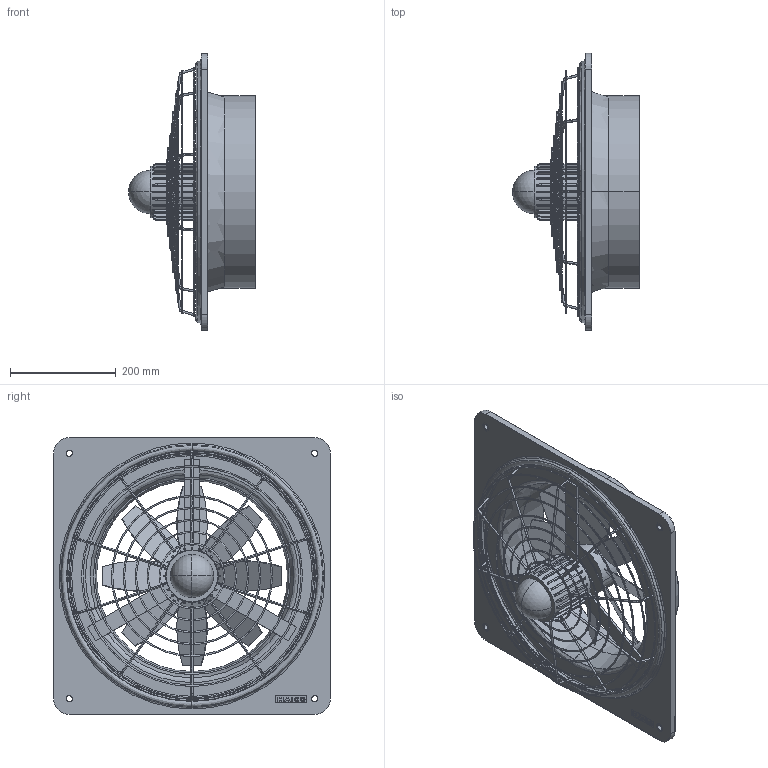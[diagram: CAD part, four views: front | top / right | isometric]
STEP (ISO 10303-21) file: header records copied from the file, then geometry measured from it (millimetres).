
FILE_DESCRIPTION (( 'STEP AP214' ), '1' );
FILE_NAME ('0083-0123.STEP', '2015-02-02T20:52:28', ( '' ), ( '' ), 'SwSTEP 2.0', 'SolidWorks 2013', '' );
FILE_SCHEMA (( 'AUTOMOTIVE_DESIGN' ));
Length unit declared in the file: millimetre
Products named in the file (1): 0083-0123
Bounding box: 240.5 x 525 x 525 mm (x, y, z)
Volume: 2012351.4 mm3; surface area: 983479.7 mm2
Topology: 1 solids, 1 shells, 495 faces, 1527 edges, 970 vertices
Faces by surface type: plane 163, cylinder 136, bspline 106, torus 48, cone 36, sphere 6
Entity records: 32851 total; most frequent: CARTESIAN_POINT 14834, ORIENTED_EDGE 3046, DIRECTION 2273, EDGE_CURVE 1523, VERTEX_POINT 970, AXIS2_PLACEMENT_3D 888, EDGE_LOOP 629, CIRCLE 498
